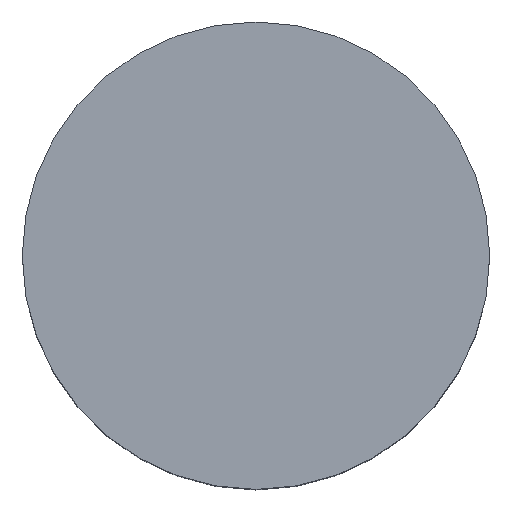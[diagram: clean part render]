
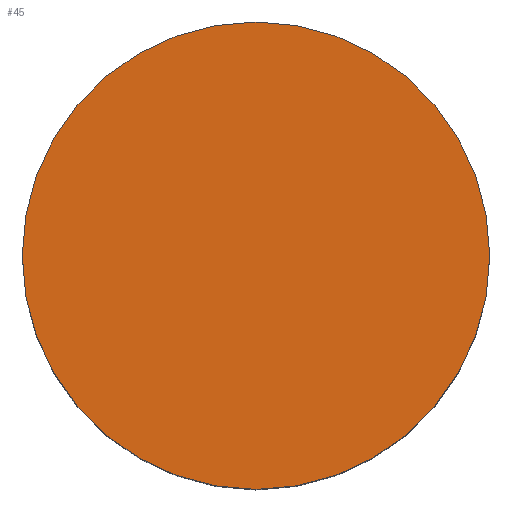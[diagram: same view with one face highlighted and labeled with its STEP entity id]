
A CAD part, top view. The second image highlights one B-rep face of the part: STEP entity #45.
In plain terms, the highlighted planar face has unit normal (0, 0, 1).
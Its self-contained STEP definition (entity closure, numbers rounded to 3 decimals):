
#45 = ADVANCED_FACE( '', ( #92 ), #93, .F. );
#92 = FACE_OUTER_BOUND( '', #133, .T. );
#93 = PLANE( '', #134 );
#133 = EDGE_LOOP( '', ( #180 ) );
#134 = AXIS2_PLACEMENT_3D( '', #181, #182, #183 );
#180 = ORIENTED_EDGE( '', *, *, #199, .T. );
#181 = CARTESIAN_POINT( '', ( 0., 0., 18. ) );
#182 = DIRECTION( '', ( 0., 0., -1. ) );
#183 = DIRECTION( '', ( -1., 0., 0. ) );
#199 = EDGE_CURVE( '', #218, #218, #219, .T. );
#218 = VERTEX_POINT( '', #243 );
#219 = CIRCLE( '', #244, 13. );
#243 = CARTESIAN_POINT( '', ( 13., 0., 18. ) );
#244 = AXIS2_PLACEMENT_3D( '', #268, #269, #270 );
#268 = CARTESIAN_POINT( '', ( 0., 0., 18. ) );
#269 = DIRECTION( '', ( 0., 0., 1. ) );
#270 = DIRECTION( '', ( 1., 0., 0. ) );
